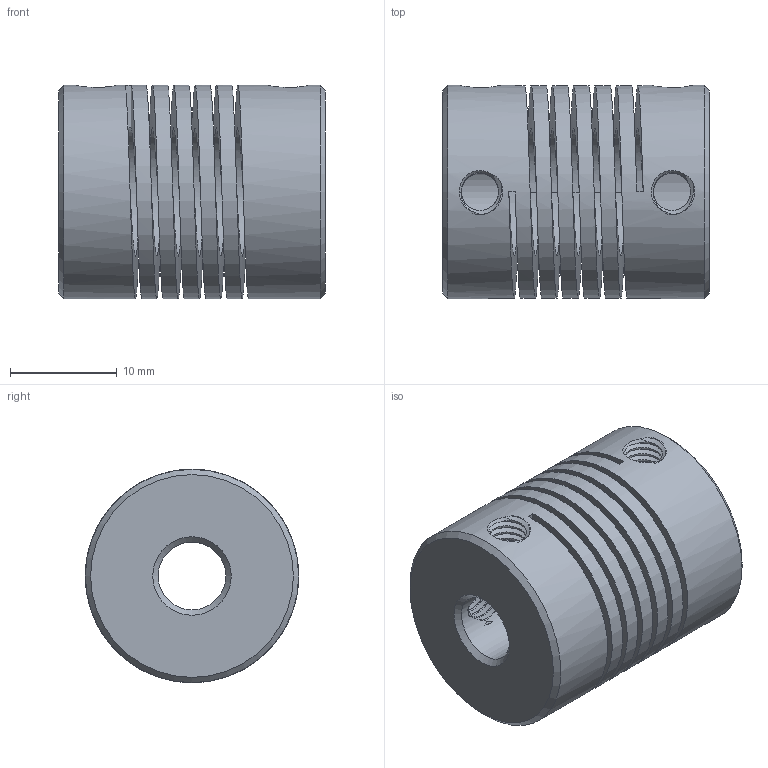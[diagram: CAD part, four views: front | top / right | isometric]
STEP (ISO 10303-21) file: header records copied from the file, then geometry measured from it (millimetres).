
FILE_DESCRIPTION(/* description */ ('STEP AP214'),/* implementation_level */ '2;1');
FILE_NAME(/* name */ '6876f853cc95e74f1a4e5c11',/* time_stamp */ '2025-07-16T00:54:43Z',/* author */ (''),/* organization */ (''),/* preprocessor_version */ 'ST-DEVELOPER v20',/* originating_system */ 'ONSHAPE BY PTC INC, 1.200',/* authorisation */ ' ');
FILE_SCHEMA (('AUTOMOTIVE_DESIGN {1 0 10303 214 3 1 1}'));
Length unit declared in the file: metre
Products named in the file (1): ACOPLE FLEXIBLE v1
Bounding box: 25 x 20 x 20 mm (x, y, z)
Volume: 4708.9 mm3; surface area: 5383.2 mm2
Topology: 1 solids, 1 shells, 68 faces, 316 edges, 252 vertices
Faces by surface type: bspline 30, cylinder 28, plane 6, cone 4
Full cylindrical faces by diameter (mm): 6.35 x1, 10 x1, 12 x6, 20 x6
Entity records: 16257 total; most frequent: CARTESIAN_POINT 14583, ORIENTED_EDGE 542, EDGE_CURVE 271, VERTEX_POINT 227, DIRECTION 126, B_SPLINE_CURVE_WITH_KNOTS 108, EDGE_LOOP 82, FACE_BOUND 82
